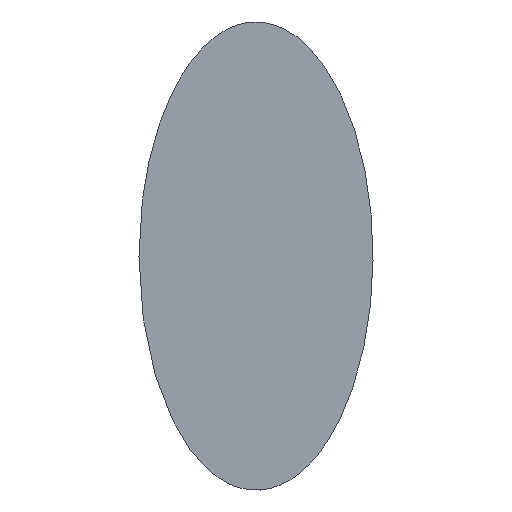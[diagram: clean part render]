
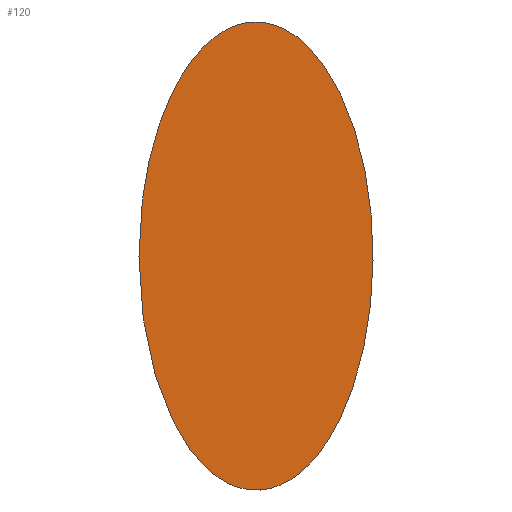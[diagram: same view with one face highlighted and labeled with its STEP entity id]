
A CAD part, front view. The second image highlights one B-rep face of the part: STEP entity #120.
In plain terms, the highlighted planar face has unit normal (0, -1, 0).
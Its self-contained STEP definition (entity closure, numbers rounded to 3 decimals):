
#24 = VERTEX_POINT('',#25);
#25 = CARTESIAN_POINT('',(0.,-500.,20.));
#32 = SURFACE_OF_LINEAR_EXTRUSION('',#33,#38);
#33 = ELLIPSE('',#34,20.,10.);
#34 = AXIS2_PLACEMENT_3D('',#35,#36,#37);
#35 = CARTESIAN_POINT('',(0.,0.,0.));
#36 = DIRECTION('',(0.,-1.,0.));
#37 = DIRECTION('',(0.,0.,1.));
#38 = VECTOR('',#39,1.);
#39 = DIRECTION('',(-0.,1.,0.));
#54 = EDGE_CURVE('',#24,#24,#55,.T.);
#55 = SURFACE_CURVE('',#56,(#61,#68),.PCURVE_S1.);
#56 = ELLIPSE('',#57,20.,10.);
#57 = AXIS2_PLACEMENT_3D('',#58,#59,#60);
#58 = CARTESIAN_POINT('',(0.,-500.,0.));
#59 = DIRECTION('',(0.,-1.,0.));
#60 = DIRECTION('',(0.,0.,1.));
#61 = PCURVE('',#32,#62);
#62 = DEFINITIONAL_REPRESENTATION('',(#63),#67);
#63 = LINE('',#64,#65);
#64 = CARTESIAN_POINT('',(0.,-500.));
#65 = VECTOR('',#66,1.);
#66 = DIRECTION('',(1.,0.));
#67 = ( GEOMETRIC_REPRESENTATION_CONTEXT(2) 
PARAMETRIC_REPRESENTATION_CONTEXT() REPRESENTATION_CONTEXT('2D SPACE',''
  ) );
#68 = PCURVE('',#69,#74);
#69 = PLANE('',#70);
#70 = AXIS2_PLACEMENT_3D('',#71,#72,#73);
#71 = CARTESIAN_POINT('',(0.,-500.,1.743));
#72 = DIRECTION('',(0.,1.,0.));
#73 = DIRECTION('',(0.,0.,1.));
#74 = DEFINITIONAL_REPRESENTATION('',(#75),#83);
#75 = ( BOUNDED_CURVE() B_SPLINE_CURVE(2,(#76,#77,#78,#79,#80,#81,#82),
.UNSPECIFIED.,.T.,.F.) B_SPLINE_CURVE_WITH_KNOTS((1,2,2,2,2,1),(
    -2.094,0.,2.094,4.189,6.283,
8.378),.UNSPECIFIED.) CURVE() GEOMETRIC_REPRESENTATION_ITEM() 
RATIONAL_B_SPLINE_CURVE((1.,0.5,1.,0.5,1.,0.5,1.)) REPRESENTATION_ITEM(
  '') );
#76 = CARTESIAN_POINT('',(18.257,0.));
#77 = CARTESIAN_POINT('',(18.257,-17.321));
#78 = CARTESIAN_POINT('',(-11.743,-8.66));
#79 = CARTESIAN_POINT('',(-41.743,0.));
#80 = CARTESIAN_POINT('',(-11.743,8.66));
#81 = CARTESIAN_POINT('',(18.257,17.321));
#82 = CARTESIAN_POINT('',(18.257,0.));
#83 = ( GEOMETRIC_REPRESENTATION_CONTEXT(2) 
PARAMETRIC_REPRESENTATION_CONTEXT() REPRESENTATION_CONTEXT('2D SPACE',''
  ) );
#120 = ADVANCED_FACE('',(#121),#69,.F.);
#121 = FACE_BOUND('',#122,.T.);
#122 = EDGE_LOOP('',(#123));
#123 = ORIENTED_EDGE('',*,*,#54,.T.);
